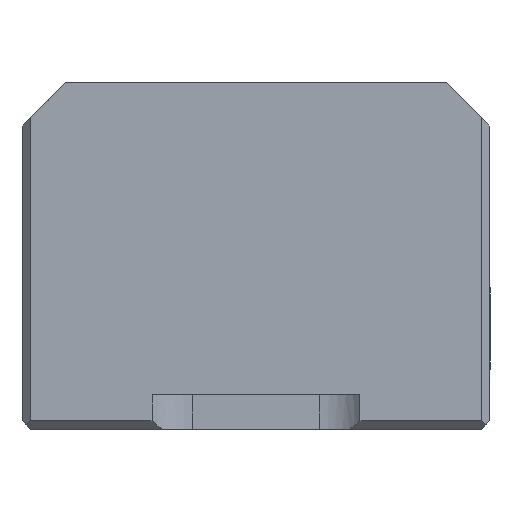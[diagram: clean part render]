
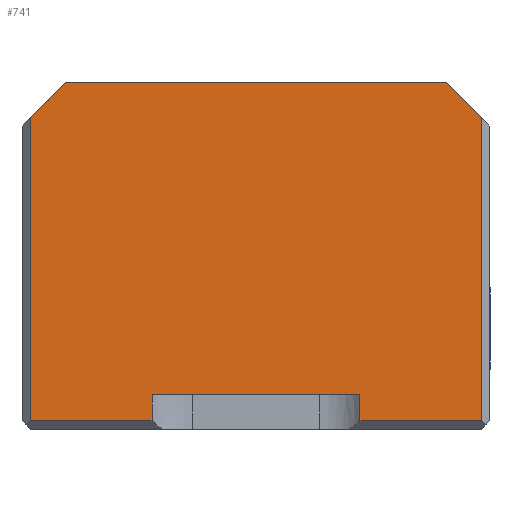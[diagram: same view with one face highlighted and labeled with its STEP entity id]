
A CAD part, front view. The second image highlights one B-rep face of the part: STEP entity #741.
In plain terms, the highlighted face is planar.
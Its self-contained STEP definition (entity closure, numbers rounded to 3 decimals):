
#425=FACE_OUTER_BOUND('',#2847,.T.);
#741=ADVANCED_FACE('',(#425),#1121,.T.);
#1121=PLANE('',#7421);
#1673=LINE('',#10048,#2180);
#1685=LINE('',#10099,#2192);
#1704=LINE('',#10160,#2211);
#1705=LINE('',#10161,#2212);
#1706=LINE('',#10163,#2213);
#1707=LINE('',#10165,#2214);
#1708=LINE('',#10167,#2215);
#1709=LINE('',#10169,#2216);
#1710=LINE('',#10171,#2217);
#1711=LINE('',#10173,#2218);
#2180=VECTOR('',#8155,1.);
#2192=VECTOR('',#8201,1.);
#2211=VECTOR('',#8254,1.);
#2212=VECTOR('',#8255,1.);
#2213=VECTOR('',#8256,1.);
#2214=VECTOR('',#8257,1.);
#2215=VECTOR('',#8258,1.);
#2216=VECTOR('',#8259,1.);
#2217=VECTOR('',#8260,1.);
#2218=VECTOR('',#8261,1.);
#2847=EDGE_LOOP('',(#3504,#3505,#3506,#3507,#3508,#3509,#3510,#3511,#3512,
#3513));
#3504=ORIENTED_EDGE('',*,*,#6154,.T.);
#3505=ORIENTED_EDGE('',*,*,#6210,.T.);
#3506=ORIENTED_EDGE('',*,*,#6180,.T.);
#3507=ORIENTED_EDGE('',*,*,#6211,.T.);
#3508=ORIENTED_EDGE('',*,*,#6212,.T.);
#3509=ORIENTED_EDGE('',*,*,#6213,.T.);
#3510=ORIENTED_EDGE('',*,*,#6214,.F.);
#3511=ORIENTED_EDGE('',*,*,#6215,.F.);
#3512=ORIENTED_EDGE('',*,*,#6216,.T.);
#3513=ORIENTED_EDGE('',*,*,#6217,.T.);
#5422=VERTEX_POINT('',#10047);
#5423=VERTEX_POINT('',#10049);
#5445=VERTEX_POINT('',#10100);
#5446=VERTEX_POINT('',#10101);
#5470=VERTEX_POINT('',#10162);
#5471=VERTEX_POINT('',#10164);
#5472=VERTEX_POINT('',#10166);
#5473=VERTEX_POINT('',#10168);
#5474=VERTEX_POINT('',#10170);
#5475=VERTEX_POINT('',#10172);
#6154=EDGE_CURVE('',#5423,#5422,#1673,.T.);
#6180=EDGE_CURVE('',#5445,#5446,#1685,.T.);
#6210=EDGE_CURVE('',#5422,#5445,#1704,.T.);
#6211=EDGE_CURVE('',#5446,#5470,#1705,.T.);
#6212=EDGE_CURVE('',#5470,#5471,#1706,.T.);
#6213=EDGE_CURVE('',#5471,#5472,#1707,.T.);
#6214=EDGE_CURVE('',#5473,#5472,#1708,.T.);
#6215=EDGE_CURVE('',#5474,#5473,#1709,.T.);
#6216=EDGE_CURVE('',#5474,#5475,#1710,.T.);
#6217=EDGE_CURVE('',#5475,#5423,#1711,.T.);
#7421=AXIS2_PLACEMENT_3D('',#10174,#8262,#8263);
#8155=DIRECTION('',(0.,0.,1.));
#8201=DIRECTION('',(0.,-1.,0.));
#8254=DIRECTION('',(0.,-0.707,0.707));
#8255=DIRECTION('',(0.,-0.707,-0.707));
#8256=DIRECTION('',(0.,0.,-1.));
#8257=DIRECTION('',(0.,1.,0.));
#8258=DIRECTION('',(0.,0.,-1.));
#8259=DIRECTION('',(0.,-1.,0.));
#8260=DIRECTION('',(0.,0.,-1.));
#8261=DIRECTION('',(0.,1.,0.));
#8262=DIRECTION('',(1.,0.,0.));
#8263=DIRECTION('',(0.,0.,-1.));
#10047=CARTESIAN_POINT('',(35.,13.25,9.));
#10048=CARTESIAN_POINT('',(35.,13.25,0.));
#10049=CARTESIAN_POINT('',(35.,13.25,0.25));
#10099=CARTESIAN_POINT('',(35.,6.75,10.));
#10100=CARTESIAN_POINT('',(35.,12.25,10.));
#10101=CARTESIAN_POINT('',(35.,1.25,10.));
#10160=CARTESIAN_POINT('',(35.,14.5,7.75));
#10161=CARTESIAN_POINT('',(35.,-1.,7.75));
#10162=CARTESIAN_POINT('',(35.,0.25,9.));
#10163=CARTESIAN_POINT('',(35.,0.25,0.));
#10164=CARTESIAN_POINT('',(35.,0.25,0.25));
#10165=CARTESIAN_POINT('',(35.,6.75,0.25));
#10166=CARTESIAN_POINT('',(35.,3.75,0.25));
#10167=CARTESIAN_POINT('',(35.,3.75,1.));
#10168=CARTESIAN_POINT('',(35.,3.75,1.));
#10169=CARTESIAN_POINT('',(35.,9.75,1.));
#10170=CARTESIAN_POINT('',(35.,9.75,1.));
#10171=CARTESIAN_POINT('',(35.,9.75,1.));
#10172=CARTESIAN_POINT('',(35.,9.75,0.25));
#10173=CARTESIAN_POINT('',(35.,6.75,0.25));
#10174=CARTESIAN_POINT('',(35.,6.75,0.));
